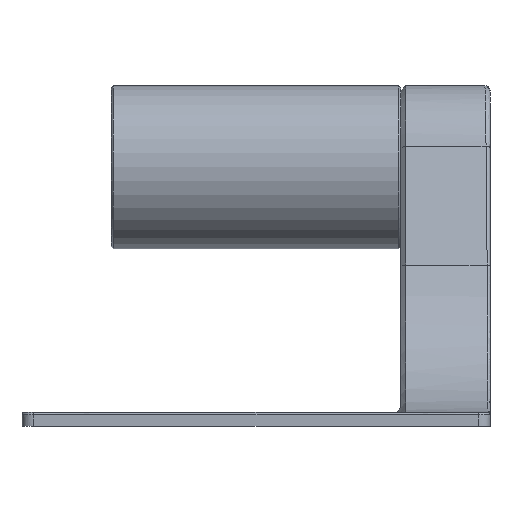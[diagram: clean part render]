
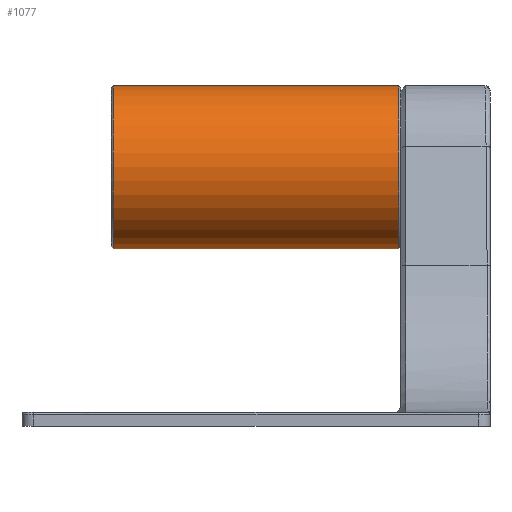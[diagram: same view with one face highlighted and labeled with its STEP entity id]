
A CAD part, front view. The second image highlights one B-rep face of the part: STEP entity #1077.
In plain terms, the highlighted cylindrical face has radius 34.925 mm (diameter 69.85 mm), a full revolution.
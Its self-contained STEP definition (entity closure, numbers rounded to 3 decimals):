
#45=CYLINDRICAL_SURFACE('',#1195,34.925);
#180=FACE_OUTER_BOUND('',#253,.T.);
#253=EDGE_LOOP('',(#967,#968,#969,#970));
#295=CIRCLE('',#1189,34.925);
#300=CIRCLE('',#1196,34.925);
#371=LINE('',#2516,#441);
#441=VECTOR('',#1448,34.925);
#533=VERTEX_POINT('',#2502);
#536=VERTEX_POINT('',#2514);
#676=EDGE_CURVE('',#533,#533,#295,.T.);
#682=EDGE_CURVE('',#536,#536,#300,.T.);
#683=EDGE_CURVE('',#536,#533,#371,.T.);
#967=ORIENTED_EDGE('',*,*,#682,.F.);
#968=ORIENTED_EDGE('',*,*,#683,.T.);
#969=ORIENTED_EDGE('',*,*,#676,.F.);
#970=ORIENTED_EDGE('',*,*,#683,.F.);
#1077=ADVANCED_FACE('',(#180),#45,.T.);
#1189=AXIS2_PLACEMENT_3D('',#2504,#1431,#1432);
#1195=AXIS2_PLACEMENT_3D('',#2513,#1444,#1445);
#1196=AXIS2_PLACEMENT_3D('',#2515,#1446,#1447);
#1431=DIRECTION('center_axis',(1.,0.,0.));
#1432=DIRECTION('ref_axis',(0.,1.,0.));
#1444=DIRECTION('center_axis',(-1.,0.,0.));
#1445=DIRECTION('ref_axis',(0.,1.,0.));
#1446=DIRECTION('center_axis',(-1.,0.,0.));
#1447=DIRECTION('ref_axis',(0.,1.,0.));
#1448=DIRECTION('',(1.,0.,0.));
#2502=CARTESIAN_POINT('',(160.9,191.525,105.775));
#2504=CARTESIAN_POINT('Origin',(160.9,226.45,105.775));
#2513=CARTESIAN_POINT('Origin',(161.9,226.45,105.775));
#2514=CARTESIAN_POINT('',(39.1,191.525,105.775));
#2515=CARTESIAN_POINT('Origin',(39.1,226.45,105.775));
#2516=CARTESIAN_POINT('',(161.9,191.525,105.775));
